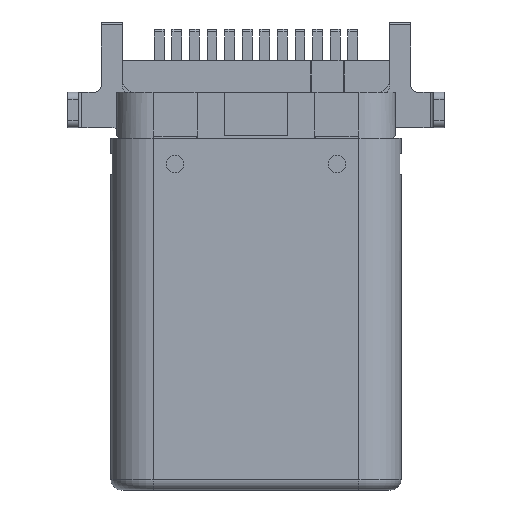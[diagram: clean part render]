
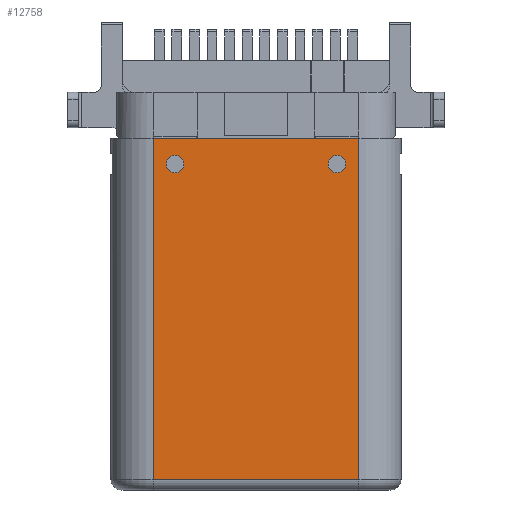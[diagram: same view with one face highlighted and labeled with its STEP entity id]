
A CAD part, front view. The second image highlights one B-rep face of the part: STEP entity #12758.
In plain terms, the highlighted planar face has unit normal (0, -1, 0).
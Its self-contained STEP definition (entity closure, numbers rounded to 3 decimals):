
#2036=DIRECTION('',(0.,0.,1.));
#2037=VECTOR('',#2036,9.7);
#2038=CARTESIAN_POINT('',(2.925,-1.17,-8.786));
#2039=LINE('',#2038,#2037);
#3170=DIRECTION('',(0.,0.,-1.));
#3171=VECTOR('',#3170,9.7);
#3172=CARTESIAN_POINT('',(-2.925,-1.17,0.914));
#3173=LINE('',#3172,#3171);
#3316=DIRECTION('',(1.,0.,0.));
#3317=VECTOR('',#3316,5.85);
#3318=CARTESIAN_POINT('',(-2.925,-1.17,-8.786));
#3319=LINE('',#3318,#3317);
#3323=DIRECTION('',(1.,0.,0.));
#3324=VECTOR('',#3323,5.85);
#3325=CARTESIAN_POINT('',(-2.925,-1.17,0.914));
#3326=LINE('',#3325,#3324);
#3330=CARTESIAN_POINT('',(-2.3,-1.17,0.174));
#3331=DIRECTION('',(0.,-1.,0.));
#3332=DIRECTION('',(1.,0.,0.));
#3333=AXIS2_PLACEMENT_3D('',#3330,#3331,#3332);
#3338=CARTESIAN_POINT('',(-2.3,-1.17,0.174));
#3339=DIRECTION('',(0.,-1.,0.));
#3340=DIRECTION('',(-1.,0.,0.));
#3341=AXIS2_PLACEMENT_3D('',#3338,#3339,#3340);
#3346=CARTESIAN_POINT('',(2.3,-1.17,0.174));
#3347=DIRECTION('',(0.,-1.,0.));
#3348=DIRECTION('',(1.,0.,0.));
#3349=AXIS2_PLACEMENT_3D('',#3346,#3347,#3348);
#3354=CARTESIAN_POINT('',(2.3,-1.17,0.174));
#3355=DIRECTION('',(0.,-1.,0.));
#3356=DIRECTION('',(-1.,0.,0.));
#3357=AXIS2_PLACEMENT_3D('',#3354,#3355,#3356);
#8882=CARTESIAN_POINT('',(-2.925,-1.17,-8.786));
#8884=VERTEX_POINT('',#8882);
#8885=CARTESIAN_POINT('',(-2.925,-1.17,0.914));
#8886=VERTEX_POINT('',#8885);
#8909=CARTESIAN_POINT('',(2.925,-1.17,-8.786));
#8910=VERTEX_POINT('',#8909);
#8911=CARTESIAN_POINT('',(2.925,-1.17,0.914));
#8912=VERTEX_POINT('',#8911);
#10337=CARTESIAN_POINT('',(-2.05,-1.17,0.174));
#10338=CARTESIAN_POINT('',(-2.55,-1.17,0.174));
#10339=VERTEX_POINT('',#10337);
#10340=VERTEX_POINT('',#10338);
#10341=CARTESIAN_POINT('',(2.55,-1.17,0.174));
#10342=CARTESIAN_POINT('',(2.05,-1.17,0.174));
#10343=VERTEX_POINT('',#10341);
#10344=VERTEX_POINT('',#10342);
#12735=CARTESIAN_POINT('',(4.125,-1.17,2.484));
#12736=DIRECTION('',(0.,-1.,0.));
#12737=DIRECTION('',(-1.,0.,0.));
#12738=AXIS2_PLACEMENT_3D('',#12735,#12736,#12737);
#12739=PLANE('',#12738);
#12740=ORIENTED_EDGE('',*,*,#12722,.F.);
#12741=ORIENTED_EDGE('',*,*,#12613,.F.);
#12742=ORIENTED_EDGE('',*,*,#12483,.T.);
#12743=ORIENTED_EDGE('',*,*,#11713,.F.);
#12744=EDGE_LOOP('',(#12740,#12741,#12742,#12743));
#12745=FACE_OUTER_BOUND('',#12744,.F.);
#12747=ORIENTED_EDGE('',*,*,#12746,.T.);
#12749=ORIENTED_EDGE('',*,*,#12748,.T.);
#12750=EDGE_LOOP('',(#12747,#12749));
#12751=FACE_BOUND('',#12750,.F.);
#12753=ORIENTED_EDGE('',*,*,#12752,.T.);
#12755=ORIENTED_EDGE('',*,*,#12754,.T.);
#12756=EDGE_LOOP('',(#12753,#12755));
#12757=FACE_BOUND('',#12756,.F.);
#3334=CIRCLE('',#3333,0.25);
#3342=CIRCLE('',#3341,0.25);
#3350=CIRCLE('',#3349,0.25);
#3358=CIRCLE('',#3357,0.25);
#11713=EDGE_CURVE('',#8910,#8912,#2039,.T.);
#12483=EDGE_CURVE('',#8886,#8912,#3326,.T.);
#12613=EDGE_CURVE('',#8886,#8884,#3173,.T.);
#12722=EDGE_CURVE('',#8884,#8910,#3319,.T.);
#12746=EDGE_CURVE('',#10339,#10340,#3334,.T.);
#12748=EDGE_CURVE('',#10340,#10339,#3342,.T.);
#12752=EDGE_CURVE('',#10343,#10344,#3350,.T.);
#12754=EDGE_CURVE('',#10344,#10343,#3358,.T.);
#12758=ADVANCED_FACE('',(#12745,#12751,#12757),#12739,.T.);
